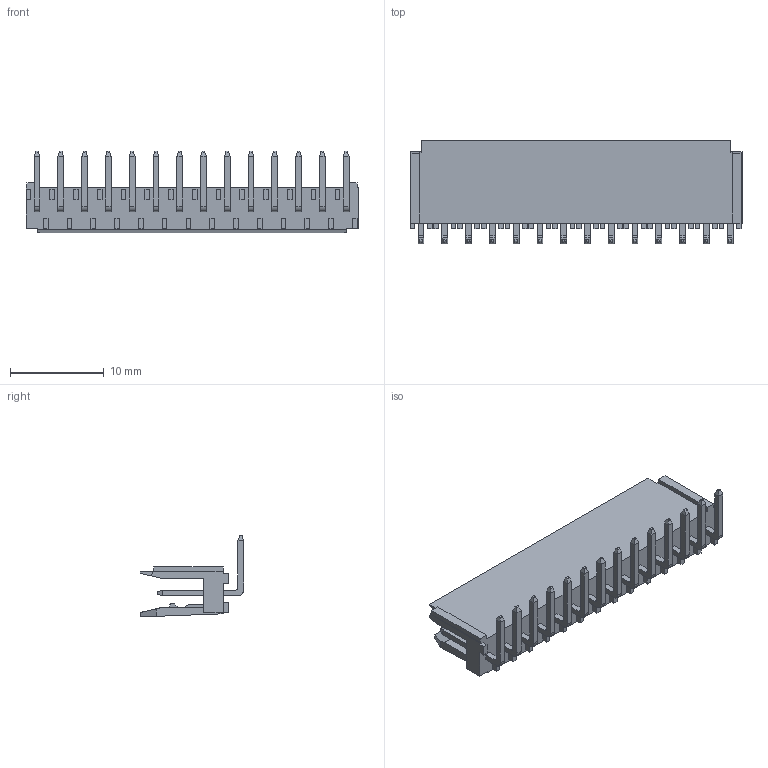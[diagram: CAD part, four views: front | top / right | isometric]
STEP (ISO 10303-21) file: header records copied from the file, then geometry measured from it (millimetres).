
FILE_DESCRIPTION((''),'2;1');
FILE_NAME('76382-Y14_SW0001','2009-09-30T',('sspandia'),('FCI - ELX Division'),'PRO/ENGINEER BY PARAMETRIC TECHNOLOGY CORPORATION, 2008010','PRO/ENGINEER BY PARAMETRIC TECHNOLOGY CORPORATION, 2008010','');
FILE_SCHEMA(('CONFIG_CONTROL_DESIGN'));
Length unit declared in the file: millimetre
Products named in the file (1): 76382-Y14_SW0001
Bounding box: 35.47 x 11.05 x 8.74 mm (x, y, z)
Volume: 739.4 mm3; surface area: 1928.2 mm2
Topology: 1 solids, 1 shells, 619 faces, 1538 edges, 988 vertices
Faces by surface type: plane 524, cylinder 95
Entity records: 18540 total; most frequent: CARTESIAN_POINT 3789, ORIENTED_EDGE 3076, DIRECTION 2854, EDGE_CURVE 1538, VECTOR 1348, LINE 1348, VERTEX_POINT 988, AXIS2_PLACEMENT_3D 753
